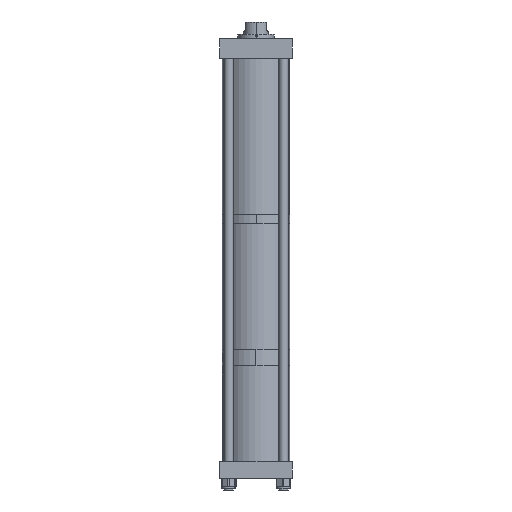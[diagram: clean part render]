
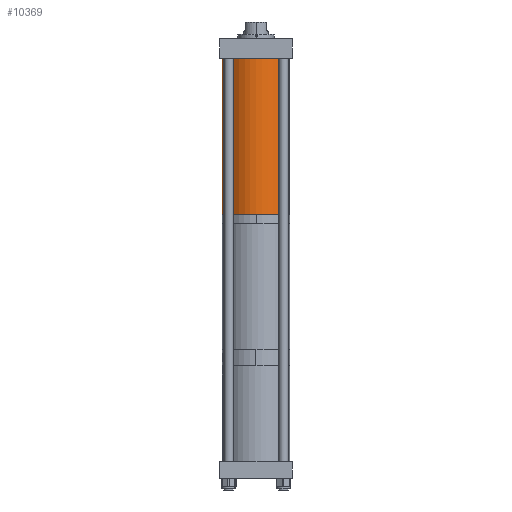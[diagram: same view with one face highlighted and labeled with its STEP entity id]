
A CAD part, left-side view. The second image highlights one B-rep face of the part: STEP entity #10369.
In plain terms, the highlighted cylindrical face has radius 88.9 mm (diameter 177.8 mm), a partial arc.
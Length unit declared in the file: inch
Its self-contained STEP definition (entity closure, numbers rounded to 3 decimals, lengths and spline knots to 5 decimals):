
#429 = EDGE_CURVE ( 'NONE', #1199, #4708, #5381, .T. ) ;
#801 = CARTESIAN_POINT ( 'NONE',  ( 3.5, 0., 0. ) ) ;
#987 = AXIS2_PLACEMENT_3D ( 'NONE', #2342, #1467, #6723 ) ;
#1199 = VERTEX_POINT ( 'NONE', #4646 ) ;
#1467 = DIRECTION ( 'NONE',  ( 0., 0., -1. ) ) ;
#2008 = CIRCLE ( 'NONE', #7153, 3.5 ) ;
#2014 = DIRECTION ( 'NONE',  ( 0., 0., -1. ) ) ;
#2342 = CARTESIAN_POINT ( 'NONE',  ( 0., 0., 16.189 ) ) ;
#2446 = CARTESIAN_POINT ( 'NONE',  ( 0., 0., 16.189 ) ) ;
#3655 = DIRECTION ( 'NONE',  ( 1., 0., 0. ) ) ;
#3716 = ORIENTED_EDGE ( 'NONE', *, *, #10054, .T. ) ;
#3766 = ORIENTED_EDGE ( 'NONE', *, *, #10698, .F. ) ;
#4166 = CARTESIAN_POINT ( 'NONE',  ( 3.5, 0., 16.189 ) ) ;
#4646 = CARTESIAN_POINT ( 'NONE',  ( -3.5, 0., 0. ) ) ;
#4708 = VERTEX_POINT ( 'NONE', #801 ) ;
#5381 = CIRCLE ( 'NONE', #10066, 3.5 ) ;
#5639 = VECTOR ( 'NONE', #6780, 39.37008 ) ;
#6233 = CARTESIAN_POINT ( 'NONE',  ( -3.5, 0., 16.189 ) ) ;
#6335 = LINE ( 'NONE', #7596, #5639 ) ;
#6723 = DIRECTION ( 'NONE',  ( -1., 0., 0. ) ) ;
#6780 = DIRECTION ( 'NONE',  ( 0., 0., -1. ) ) ;
#6984 = LINE ( 'NONE', #10695, #9259 ) ;
#7153 = AXIS2_PLACEMENT_3D ( 'NONE', #2446, #11079, #7439 ) ;
#7439 = DIRECTION ( 'NONE',  ( 1., 0., 0. ) ) ;
#7596 = CARTESIAN_POINT ( 'NONE',  ( -3.5, 0., 16.189 ) ) ;
#7985 = CARTESIAN_POINT ( 'NONE',  ( 0., 0., 0. ) ) ;
#8037 = ORIENTED_EDGE ( 'NONE', *, *, #429, .T. ) ;
#8199 = FACE_OUTER_BOUND ( 'NONE', #10922, .T. ) ;
#8232 = ORIENTED_EDGE ( 'NONE', *, *, #10136, .F. ) ;
#8316 = CYLINDRICAL_SURFACE ( 'NONE', #987, 3.5 ) ;
#8897 = VERTEX_POINT ( 'NONE', #6233 ) ;
#9259 = VECTOR ( 'NONE', #2014, 39.37008 ) ;
#9635 = DIRECTION ( 'NONE',  ( 0., 0., 1. ) ) ;
#10054 = EDGE_CURVE ( 'NONE', #8897, #1199, #6335, .T. ) ;
#10066 = AXIS2_PLACEMENT_3D ( 'NONE', #7985, #9635, #3655 ) ;
#10136 = EDGE_CURVE ( 'NONE', #8897, #11082, #2008, .T. ) ;
#10369 = ADVANCED_FACE ( 'NONE', ( #8199 ), #8316, .T. ) ;
#10695 = CARTESIAN_POINT ( 'NONE',  ( 3.5, 0., 16.189 ) ) ;
#10698 = EDGE_CURVE ( 'NONE', #11082, #4708, #6984, .T. ) ;
#10922 = EDGE_LOOP ( 'NONE', ( #3766, #8232, #3716, #8037 ) ) ;
#11079 = DIRECTION ( 'NONE',  ( 0., 0., 1. ) ) ;
#11082 = VERTEX_POINT ( 'NONE', #4166 ) ;
